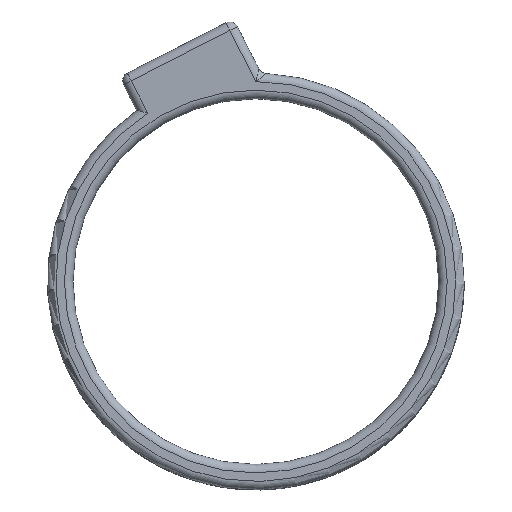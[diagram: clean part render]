
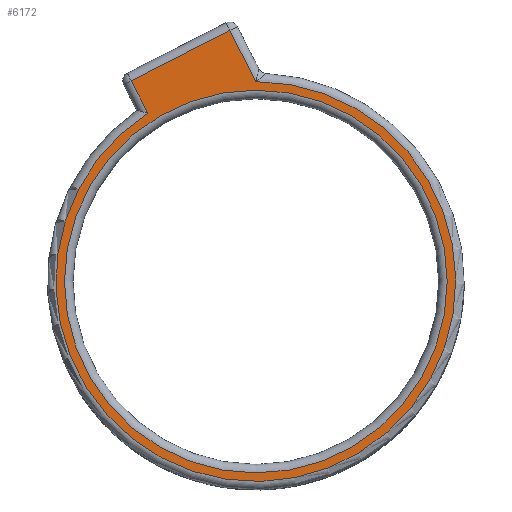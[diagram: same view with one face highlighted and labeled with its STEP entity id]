
A CAD part, top view. The second image highlights one B-rep face of the part: STEP entity #6172.
In plain terms, the highlighted planar face has unit normal (0, 0, 1).
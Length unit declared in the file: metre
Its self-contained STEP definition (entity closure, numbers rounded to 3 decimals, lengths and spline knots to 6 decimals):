
#161=PLANE('',#6658);
#369=CIRCLE('',#6659,0.0225);
#370=CIRCLE('',#6660,0.0235);
#517=LINE('',#9372,#946);
#518=LINE('',#9375,#947);
#519=LINE('',#9377,#948);
#946=VECTOR('',#7290,1.);
#947=VECTOR('',#7291,1.);
#948=VECTOR('',#7292,1.);
#1690=ORIENTED_EDGE('',*,*,#3634,.T.);
#1691=ORIENTED_EDGE('',*,*,#3635,.T.);
#1692=ORIENTED_EDGE('',*,*,#3636,.T.);
#1693=ORIENTED_EDGE('',*,*,#3637,.T.);
#1694=ORIENTED_EDGE('',*,*,#3638,.T.);
#3634=EDGE_CURVE('',#4606,#4606,#369,.F.);
#3635=EDGE_CURVE('',#4607,#4608,#517,.T.);
#3636=EDGE_CURVE('',#4608,#4609,#518,.T.);
#3637=EDGE_CURVE('',#4609,#4610,#519,.F.);
#3638=EDGE_CURVE('',#4610,#4607,#370,.T.);
#4606=VERTEX_POINT('',#9371);
#4607=VERTEX_POINT('',#9373);
#4608=VERTEX_POINT('',#9374);
#4609=VERTEX_POINT('',#9376);
#4610=VERTEX_POINT('',#9378);
#5321=EDGE_LOOP('',(#1690));
#5322=EDGE_LOOP('',(#1691,#1692,#1693,#1694));
#5723=FACE_BOUND('',#5321,.T.);
#5724=FACE_BOUND('',#5322,.T.);
#6172=ADVANCED_FACE('',(#5723,#5724),#161,.T.);
#6658=AXIS2_PLACEMENT_3D('',#9369,#7286,#7287);
#6659=AXIS2_PLACEMENT_3D('',#9370,#7288,#7289);
#6660=AXIS2_PLACEMENT_3D('',#9379,#7293,#7294);
#7286=DIRECTION('',(0.,0.,1.));
#7287=DIRECTION('',(1.,0.,0.));
#7288=DIRECTION('',(0.,0.,1.));
#7289=DIRECTION('',(1.,0.,0.));
#7290=DIRECTION('',(-0.454,0.891,0.));
#7291=DIRECTION('',(-0.891,-0.454,0.));
#7292=DIRECTION('',(-0.454,0.891,0.));
#7293=DIRECTION('',(0.,0.,1.));
#7294=DIRECTION('',(1.,0.,0.));
#9369=CARTESIAN_POINT('',(0.,0.,0.0035));
#9370=CARTESIAN_POINT('',(0.,0.,0.0035));
#9371=CARTESIAN_POINT('',(0.0225,0.,0.0035));
#9372=CARTESIAN_POINT('',(-0.003518,0.030405,0.0035));
#9373=CARTESIAN_POINT('',(0.,0.0235,0.0035));
#9374=CARTESIAN_POINT('',(-0.003064,0.029514,0.0035));
#9375=CARTESIAN_POINT('',(-0.015539,0.023158,0.0035));
#9376=CARTESIAN_POINT('',(-0.014648,0.023612,0.0035));
#9377=CARTESIAN_POINT('',(-0.013097,0.020569,0.0035));
#9378=CARTESIAN_POINT('',(-0.012693,0.019777,0.0035));
#9379=CARTESIAN_POINT('',(0.,0.,0.0035));
